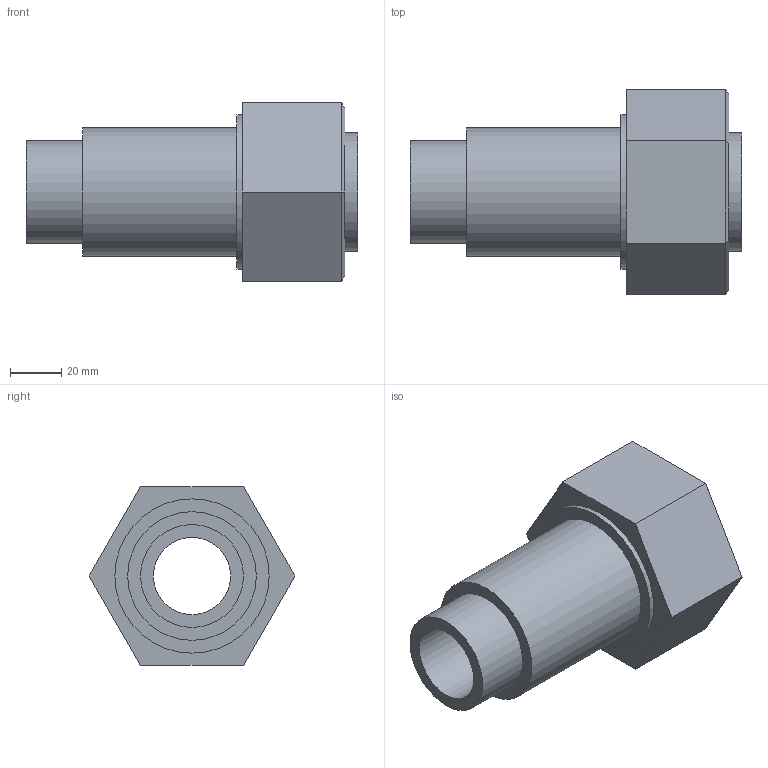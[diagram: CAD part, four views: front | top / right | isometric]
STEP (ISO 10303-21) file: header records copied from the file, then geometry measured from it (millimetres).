
FILE_DESCRIPTION(('STEP AP242'), '1');
FILE_NAME('35. Ïîëûé áîëò ñáîêó êîðïóñà çàäíåâîãî êîíöåâîãî óïëîòíåíèÿ', '', ('UNSPECIFIED'), ('UNSPECIFIED'), 'C3D Converter', 'C3D Toolkit', '');
FILE_SCHEMA(('AP242_MANAGED_MODEL_BASED_3D_ENGINEERING_MIM_LF { 1 0 10303 442 1 1 4 }'));
Length unit declared in the file: millimetre
Assembly tree (3 placements, depth 2):
  (unnamed)
    (unnamed)
    (unnamed)
    (unnamed)
Bounding box: 129 x 80 x 69.28 mm (x, y, z)
Volume: 210148.8 mm3; surface area: 63359.8 mm2
Topology: 3 solids, 3 shells, 40 faces, 73 edges, 45 vertices
Faces by surface type: plane 24, cylinder 13, cone 3
Full cylindrical faces by diameter (mm): 30 x1, 36 x1, 40 x2, 46 x3, 50 x1, 52 x1, 56 x1, 60 x3
Entity records: 1114 total; most frequent: DIRECTION 172, CARTESIAN_POINT 146, ORIENTED_EDGE 114, AXIS2_PLACEMENT_3D 71, EDGE_LOOP 68, EDGE_CURVE 57, VERTEX_POINT 45, ADVANCED_FACE 40
